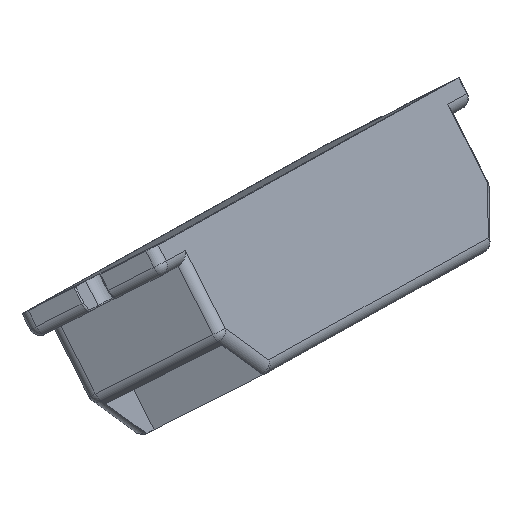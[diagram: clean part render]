
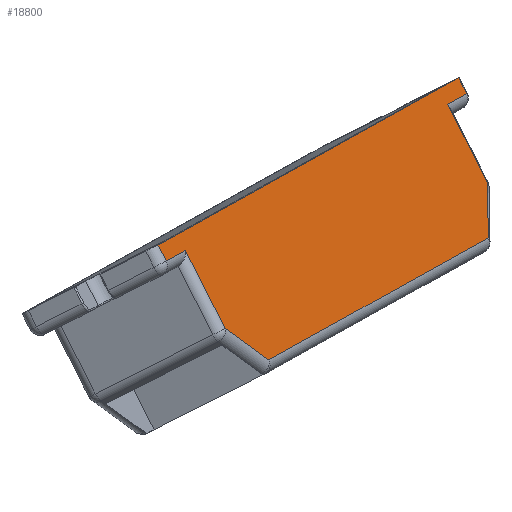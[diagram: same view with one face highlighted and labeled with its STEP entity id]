
A CAD part, left-side view. The second image highlights one B-rep face of the part: STEP entity #18800.
In plain terms, the highlighted face is planar.
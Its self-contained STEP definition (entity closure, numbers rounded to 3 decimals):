
#2190=CARTESIAN_POINT('',(1.5,22.5,0.));
#2200=VERTEX_POINT('',#2190);
#3640=CARTESIAN_POINT('',(141.5,22.5,0.));
#3650=VERTEX_POINT('',#3640);
#3680=CARTESIAN_POINT('',(143.,22.5,0.));
#3690=DIRECTION('',(-1.,0.,0.));
#3700=VECTOR('',#3690,1.);
#3710=LINE('',#3680,#3700);
#3720=EDGE_CURVE('',#3650,#2200,#3710,.T.);
#12100=CARTESIAN_POINT('',(132.6,22.5,2.5));
#12110=VERTEX_POINT('',#12100);
#12140=CARTESIAN_POINT('',(0.,22.5,2.5));
#12150=DIRECTION('',(-1.,0.,0.));
#12160=VECTOR('',#12150,1.);
#12170=LINE('',#12140,#12160);
#12180=CARTESIAN_POINT('',(141.5,22.5,2.5));
#12190=VERTEX_POINT('',#12180);
#12200=EDGE_CURVE('',#12190,#12110,#12170,.T.);
#14830=CARTESIAN_POINT('',(0.,22.5,2.5));
#14840=DIRECTION('',(-1.,0.,0.));
#14850=VECTOR('',#14840,1.);
#14860=LINE('',#14830,#14850);
#14870=CARTESIAN_POINT('',(10.4,22.5,2.5));
#14880=VERTEX_POINT('',#14870);
#14890=CARTESIAN_POINT('',(1.5,22.5,2.5));
#14900=VERTEX_POINT('',#14890);
#14910=EDGE_CURVE('',#14880,#14900,#14860,.T.);
#18200=CARTESIAN_POINT('',(0.,22.5,0.));
#18210=DIRECTION('',(-0.,1.,0.));
#18220=DIRECTION('',(1.,0.,0.));
#18230=AXIS2_PLACEMENT_3D('',#18200,#18210,#18220);
#18240=PLANE('',#18230);
#18250=CARTESIAN_POINT('',(10.4,22.5,0.));
#18260=DIRECTION('',(0.,0.,1.));
#18270=VECTOR('',#18260,1.);
#18280=LINE('',#18250,#18270);
#18290=CARTESIAN_POINT('',(10.4,22.5,14.707));
#18300=VERTEX_POINT('',#18290);
#18310=EDGE_CURVE('',#14880,#18300,#18280,.T.);
#18320=ORIENTED_EDGE('',*,*,#18310,.T.);
#18330=ORIENTED_EDGE('',*,*,#14910,.F.);
#18340=CARTESIAN_POINT('',(1.5,22.5,0.));
#18350=DIRECTION('',(0.,0.,1.));
#18360=VECTOR('',#18350,1.);
#18370=LINE('',#18340,#18360);
#18380=EDGE_CURVE('',#2200,#14900,#18370,.T.);
#18390=ORIENTED_EDGE('',*,*,#18380,.T.);
#18400=ORIENTED_EDGE('',*,*,#3720,.T.);
#18410=CARTESIAN_POINT('',(141.5,22.5,0.));
#18420=DIRECTION('',(0.,0.,1.));
#18430=VECTOR('',#18420,1.);
#18440=LINE('',#18410,#18430);
#18450=EDGE_CURVE('',#3650,#12190,#18440,.T.);
#18460=ORIENTED_EDGE('',*,*,#18450,.F.);
#18470=ORIENTED_EDGE('',*,*,#12200,.F.);
#18480=CARTESIAN_POINT('',(132.6,22.5,0.));
#18490=DIRECTION('',(0.,0.,1.));
#18500=VECTOR('',#18490,1.);
#18510=LINE('',#18480,#18500);
#18520=CARTESIAN_POINT('',(132.6,22.5,14.707));
#18530=VERTEX_POINT('',#18520);
#18540=EDGE_CURVE('',#12110,#18530,#18510,.T.);
#18550=ORIENTED_EDGE('',*,*,#18540,.F.);
#18560=CARTESIAN_POINT('',(0.,22.5,105.116));
#18570=DIRECTION('',(0.826,0.,-0.563));
#18580=VECTOR('',#18570,1.);
#18590=LINE('',#18560,#18580);
#18600=CARTESIAN_POINT('',(122.637,22.5,21.5));
#18610=VERTEX_POINT('',#18600);
#18620=EDGE_CURVE('',#18610,#18530,#18590,.T.);
#18630=ORIENTED_EDGE('',*,*,#18620,.T.);
#18640=CARTESIAN_POINT('',(0.,22.5,21.5));
#18650=DIRECTION('',(-1.,0.,0.));
#18660=VECTOR('',#18650,1.);
#18670=LINE('',#18640,#18660);
#18680=CARTESIAN_POINT('',(20.363,22.5,21.5));
#18690=VERTEX_POINT('',#18680);
#18700=EDGE_CURVE('',#18610,#18690,#18670,.T.);
#18710=ORIENTED_EDGE('',*,*,#18700,.F.);
#18720=CARTESIAN_POINT('',(0.,22.5,7.616));
#18730=DIRECTION('',(0.826,0.,0.563));
#18740=VECTOR('',#18730,1.);
#18750=LINE('',#18720,#18740);
#18760=EDGE_CURVE('',#18300,#18690,#18750,.T.);
#18770=ORIENTED_EDGE('',*,*,#18760,.T.);
#18780=EDGE_LOOP('',(#18770,#18710,#18630,#18550,#18470,#18460,#18400,
#18390,#18330,#18320));
#18790=FACE_OUTER_BOUND('',#18780,.T.);
#18800=ADVANCED_FACE('',(#18790),#18240,.T.);
